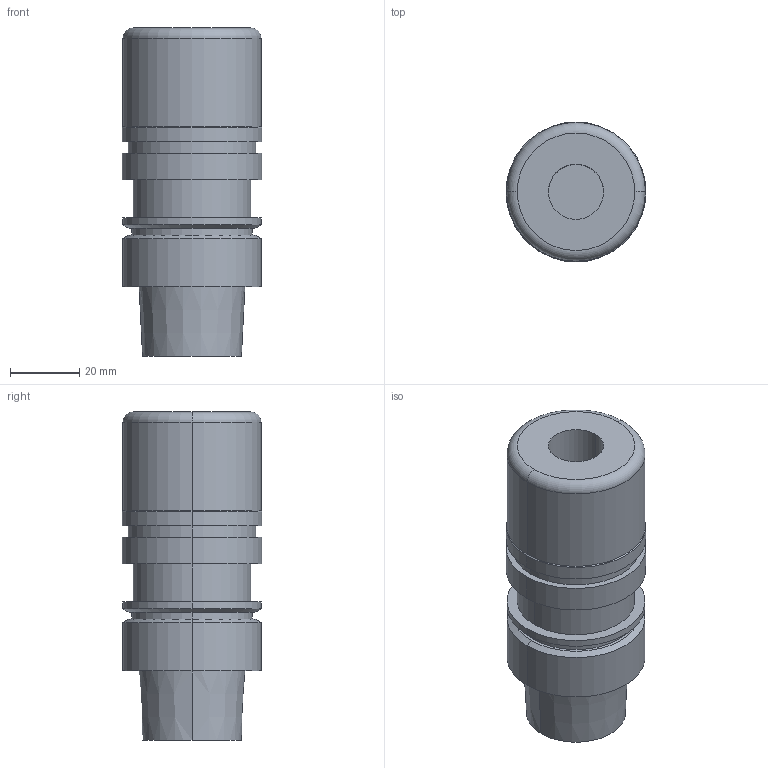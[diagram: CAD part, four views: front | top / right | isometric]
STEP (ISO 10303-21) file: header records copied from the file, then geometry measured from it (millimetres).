
FILE_DESCRIPTION (( 'STEP AP203' ), '1' );
FILE_NAME ('STP-99.763.16.075.STEP', '2021-06-02T10:53:58', ( '' ), ( '' ), 'SwSTEP 2.0', 'SolidWorks 2017', '' );
FILE_SCHEMA (( 'CONFIG_CONTROL_DESIGN' ));
Length unit declared in the file: millimetre
Products named in the file (1): STP-99.763.16.075
Bounding box: 40.5 x 40.5 x 95 mm (x, y, z)
Volume: 82228.5 mm3; surface area: 19478 mm2
Topology: 1 solids, 1 shells, 54 faces, 106 edges, 64 vertices
Faces by surface type: cylinder 26, cone 12, plane 12, torus 4
Entity records: 1475 total; most frequent: DIRECTION 284, CARTESIAN_POINT 225, ORIENTED_EDGE 212, AXIS2_PLACEMENT_3D 123, EDGE_CURVE 106, CIRCLE 68, VERTEX_POINT 64, EDGE_LOOP 64
